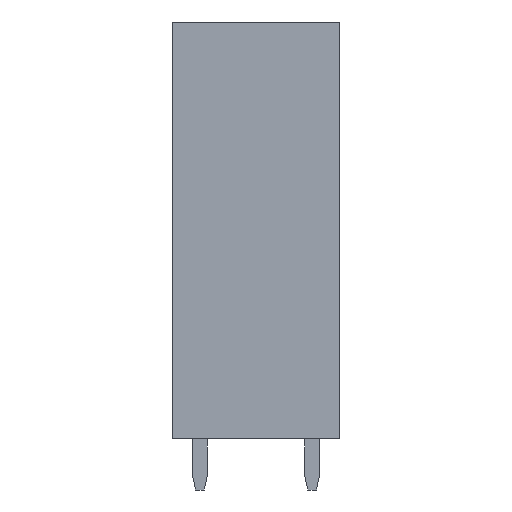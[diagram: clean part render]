
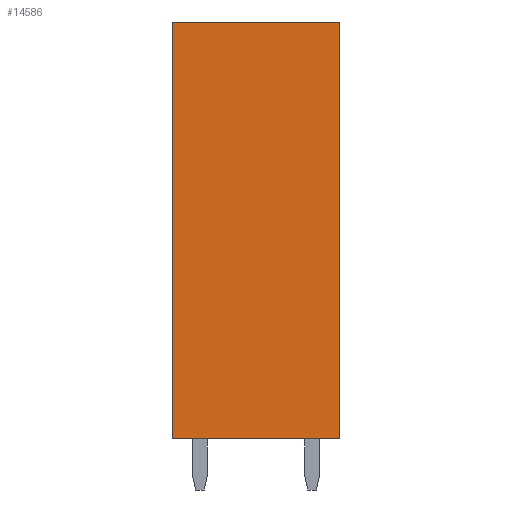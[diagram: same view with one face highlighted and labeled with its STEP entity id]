
A CAD part, left-side view. The second image highlights one B-rep face of the part: STEP entity #14586.
In plain terms, the highlighted planar face has unit normal (-1, 0, 0).
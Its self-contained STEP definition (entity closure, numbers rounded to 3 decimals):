
#14578=AXIS2_PLACEMENT_3D('Plane Axis2P3D',#14575,#14576,#14577) ;
#49=CARTESIAN_POINT('Vertex',(0.,11.4,3.5)) ;
#52=CARTESIAN_POINT('Line Origine',(0.,11.4,17.65)) ;
#56=CARTESIAN_POINT('Vertex',(0.,11.4,31.8)) ;
#223=CARTESIAN_POINT('Vertex',(0.,0.,3.5)) ;
#226=CARTESIAN_POINT('Line Origine',(0.,5.7,3.5)) ;
#970=CARTESIAN_POINT('Vertex',(0.,0.,31.8)) ;
#973=CARTESIAN_POINT('Line Origine',(0.,0.,17.65)) ;
#1031=CARTESIAN_POINT('Line Origine',(0.,5.7,31.8)) ;
#14575=CARTESIAN_POINT('Axis2P3D Location',(0.,0.,31.8)) ;
#53=DIRECTION('Vector Direction',(0.,0.,-1.)) ;
#227=DIRECTION('Vector Direction',(0.,1.,0.)) ;
#974=DIRECTION('Vector Direction',(0.,0.,-1.)) ;
#1032=DIRECTION('Vector Direction',(0.,1.,0.)) ;
#14576=DIRECTION('Axis2P3D Direction',(1.,-0.,0.)) ;
#14577=DIRECTION('Axis2P3D XDirection',(0.,0.,-1.)) ;
#54=VECTOR('Line Direction',#53,1.) ;
#228=VECTOR('Line Direction',#227,1.) ;
#975=VECTOR('Line Direction',#974,1.) ;
#1033=VECTOR('Line Direction',#1032,1.) ;
#14581=ORIENTED_EDGE('',*,*,#58,.T.) ;
#14582=ORIENTED_EDGE('',*,*,#230,.F.) ;
#14583=ORIENTED_EDGE('',*,*,#977,.F.) ;
#14584=ORIENTED_EDGE('',*,*,#1035,.T.) ;
#14586=ADVANCED_FACE('HOUSING',(#14585),#14579,.F.) ;
#58=EDGE_CURVE('',#57,#50,#55,.T.) ;
#230=EDGE_CURVE('',#224,#50,#229,.T.) ;
#977=EDGE_CURVE('',#971,#224,#976,.T.) ;
#1035=EDGE_CURVE('',#971,#57,#1034,.T.) ;
#14580=EDGE_LOOP('',(#14581,#14582,#14583,#14584)) ;
#14585=FACE_OUTER_BOUND('',#14580,.T.) ;
#55=LINE('Line',#52,#54) ;
#229=LINE('Line',#226,#228) ;
#976=LINE('Line',#973,#975) ;
#1034=LINE('Line',#1031,#1033) ;
#14579=PLANE('',#14578) ;
#50=VERTEX_POINT('',#49) ;
#57=VERTEX_POINT('',#56) ;
#224=VERTEX_POINT('',#223) ;
#971=VERTEX_POINT('',#970) ;
